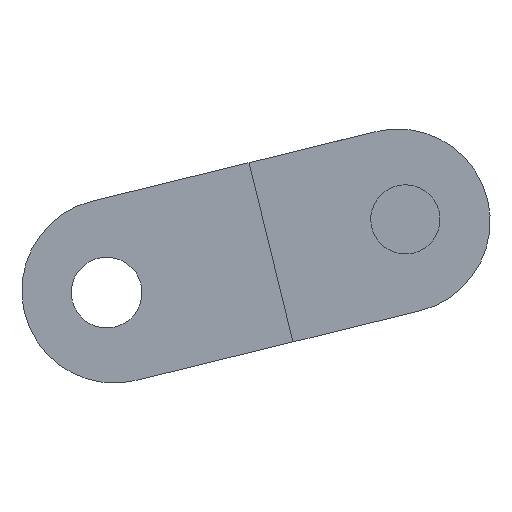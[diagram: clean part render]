
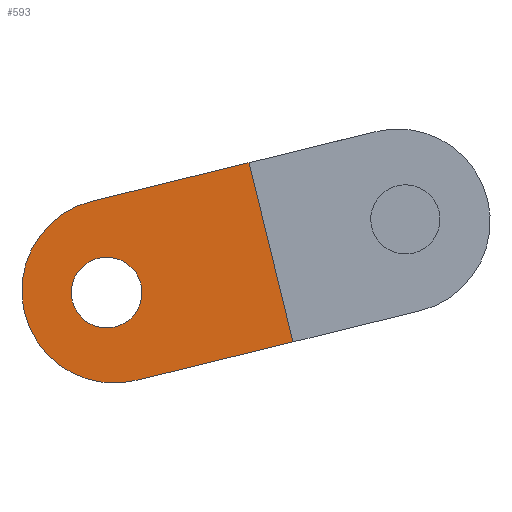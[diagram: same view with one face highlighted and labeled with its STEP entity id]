
A CAD part, front view. The second image highlights one B-rep face of the part: STEP entity #593.
In plain terms, the highlighted planar face has unit normal (0, -1, 0).
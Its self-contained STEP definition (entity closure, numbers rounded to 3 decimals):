
#37=PLANE('',#651);
#78=LINE('',#937,#138);
#90=LINE('',#959,#150);
#94=LINE('',#966,#154);
#138=VECTOR('',#760,1.);
#150=VECTOR('',#778,1.);
#154=VECTOR('',#788,1.);
#167=FACE_BOUND('',#237,.T.);
#197=FACE_OUTER_BOUND('',#236,.T.);
#236=EDGE_LOOP('',(#549,#550,#551,#552));
#237=EDGE_LOOP('',(#553));
#244=CIRCLE('',#612,2.3);
#257=CIRCLE('',#644,6.);
#264=VERTEX_POINT('',#831);
#305=VERTEX_POINT('',#934);
#306=VERTEX_POINT('',#936);
#312=VERTEX_POINT('',#956);
#313=VERTEX_POINT('',#958);
#320=EDGE_CURVE('',#264,#264,#244,.T.);
#371=EDGE_CURVE('',#305,#306,#78,.T.);
#384=EDGE_CURVE('',#312,#313,#90,.T.);
#389=EDGE_CURVE('',#312,#306,#94,.T.);
#391=EDGE_CURVE('',#313,#305,#257,.T.);
#549=ORIENTED_EDGE('',*,*,#389,.T.);
#550=ORIENTED_EDGE('',*,*,#371,.F.);
#551=ORIENTED_EDGE('',*,*,#391,.F.);
#552=ORIENTED_EDGE('',*,*,#384,.F.);
#553=ORIENTED_EDGE('',*,*,#320,.T.);
#593=ADVANCED_FACE('',(#197,#167),#37,.F.);
#612=AXIS2_PLACEMENT_3D('',#832,#674,#675);
#644=AXIS2_PLACEMENT_3D('',#971,#796,#797);
#651=AXIS2_PLACEMENT_3D('',#980,#812,#813);
#674=DIRECTION('center_axis',(0.,1.,0.));
#675=DIRECTION('ref_axis',(0.971,0.,0.238));
#760=DIRECTION('',(0.971,0.,0.238));
#778=DIRECTION('',(-0.971,0.,-0.238));
#788=DIRECTION('',(-0.238,0.,0.971));
#796=DIRECTION('center_axis',(0.,1.,0.));
#797=DIRECTION('ref_axis',(0.238,0.,-0.971));
#812=DIRECTION('center_axis',(0.,1.,0.));
#813=DIRECTION('ref_axis',(0.971,0.,0.238));
#831=CARTESIAN_POINT('',(-141.661,-2.,70.698));
#832=CARTESIAN_POINT('Origin',(-139.427,-2.,71.245));
#934=CARTESIAN_POINT('',(-140.367,-2.,77.192));
#936=CARTESIAN_POINT('',(-130.168,-2.,79.688));
#937=CARTESIAN_POINT('',(-140.367,-2.,77.192));
#956=CARTESIAN_POINT('',(-127.316,-2.,68.032));
#958=CARTESIAN_POINT('',(-137.514,-2.,65.536));
#959=CARTESIAN_POINT('',(-119.059,-2.,70.053));
#966=CARTESIAN_POINT('',(-128.742,-2.,73.86));
#971=CARTESIAN_POINT('Origin',(-138.941,-2.,71.364));
#980=CARTESIAN_POINT('Origin',(-129.713,-2.,73.623));
